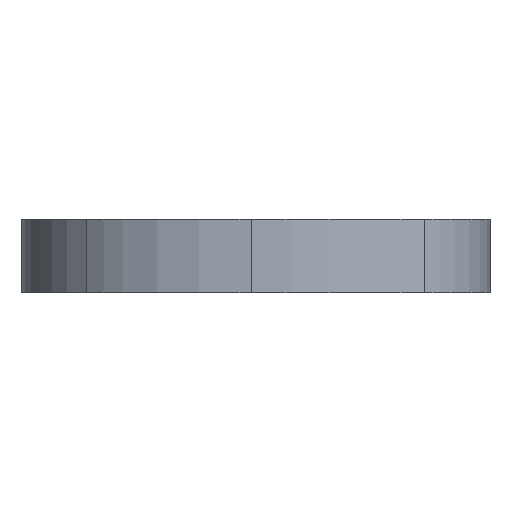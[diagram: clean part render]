
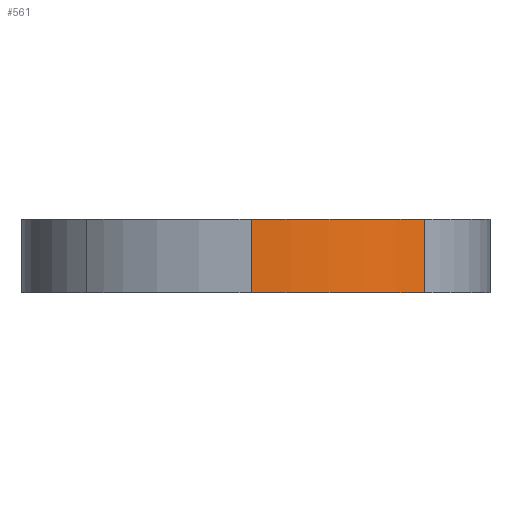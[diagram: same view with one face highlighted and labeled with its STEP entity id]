
A CAD part, front view. The second image highlights one B-rep face of the part: STEP entity #561.
In plain terms, the highlighted free-form (B-spline) face has degree [3, 1] with [4, 2] control points.
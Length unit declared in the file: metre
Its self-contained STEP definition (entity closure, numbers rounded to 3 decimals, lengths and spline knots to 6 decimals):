
#42=B_SPLINE_CURVE_WITH_KNOTS('',2,(#854,#855,#856),.UNSPECIFIED.,.F.,.F.,
(3,3),(0.,1.),.PIECEWISE_BEZIER_KNOTS.);
#43=B_SPLINE_CURVE_WITH_KNOTS('',2,(#858,#859,#860),.UNSPECIFIED.,.F.,.F.,
(3,3),(0.,1.),.PIECEWISE_BEZIER_KNOTS.);
#72=B_SPLINE_SURFACE_WITH_KNOTS('',3,1,((#846,#847),(#848,#849),(#850,#851),
(#852,#853)),.SURF_OF_LINEAR_EXTRUSION.,.F.,.F.,.F.,(4,4),(2,2),(0.,1.),
(0.,1.),.PIECEWISE_BEZIER_KNOTS.);
#128=ORIENTED_EDGE('',*,*,#292,.T.);
#129=ORIENTED_EDGE('',*,*,#291,.F.);
#130=ORIENTED_EDGE('',*,*,#293,.F.);
#131=ORIENTED_EDGE('',*,*,#294,.T.);
#291=EDGE_CURVE('',#368,#367,#422,.T.);
#292=EDGE_CURVE('',#369,#367,#42,.T.);
#293=EDGE_CURVE('',#370,#368,#43,.T.);
#294=EDGE_CURVE('',#370,#369,#423,.T.);
#367=VERTEX_POINT('',#840);
#368=VERTEX_POINT('',#844);
#369=VERTEX_POINT('',#857);
#370=VERTEX_POINT('',#861);
#422=LINE('',#845,#461);
#423=LINE('',#862,#462);
#461=VECTOR('',#654,1.);
#462=VECTOR('',#655,1.);
#492=EDGE_LOOP('',(#128,#129,#130,#131));
#523=FACE_BOUND('',#492,.T.);
#561=ADVANCED_FACE('',(#523),#72,.F.);
#654=DIRECTION('',(0.,0.,1.));
#655=DIRECTION('',(0.,0.,1.));
#840=CARTESIAN_POINT('',(0.044755,0.004721,0.0095));
#844=CARTESIAN_POINT('',(0.044755,0.004721,0.0089));
#845=CARTESIAN_POINT('',(0.044755,0.004721,0.0089));
#846=CARTESIAN_POINT('',(0.046177,0.005166,0.0089));
#847=CARTESIAN_POINT('',(0.046177,0.005166,0.0095));
#848=CARTESIAN_POINT('',(0.045819,0.00487,0.0089));
#849=CARTESIAN_POINT('',(0.045819,0.00487,0.0095));
#850=CARTESIAN_POINT('',(0.045345,0.004721,0.0089));
#851=CARTESIAN_POINT('',(0.045345,0.004721,0.0095));
#852=CARTESIAN_POINT('',(0.044755,0.004721,0.0089));
#853=CARTESIAN_POINT('',(0.044755,0.004721,0.0095));
#854=CARTESIAN_POINT('',(0.046177,0.005166,0.0095));
#855=CARTESIAN_POINT('',(0.045639,0.004721,0.0095));
#856=CARTESIAN_POINT('',(0.044755,0.004721,0.0095));
#857=CARTESIAN_POINT('',(0.046177,0.005166,0.0095));
#858=CARTESIAN_POINT('',(0.046177,0.005166,0.0089));
#859=CARTESIAN_POINT('',(0.045639,0.004721,0.0089));
#860=CARTESIAN_POINT('',(0.044755,0.004721,0.0089));
#861=CARTESIAN_POINT('',(0.046177,0.005166,0.0089));
#862=CARTESIAN_POINT('',(0.046177,0.005166,0.0089));
